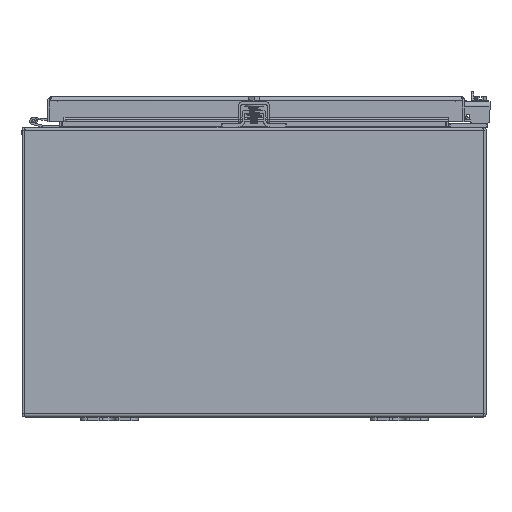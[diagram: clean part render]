
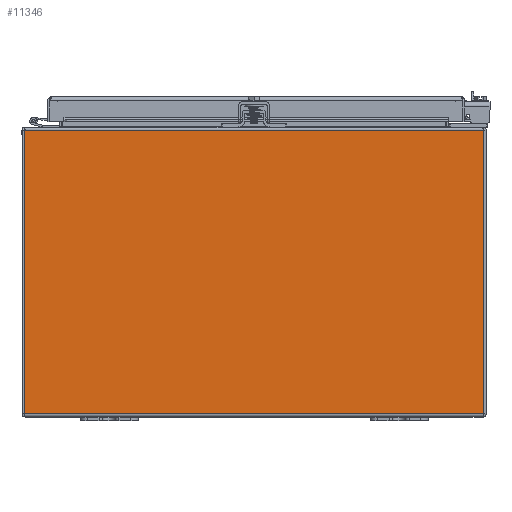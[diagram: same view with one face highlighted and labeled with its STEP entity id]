
A CAD part, front view. The second image highlights one B-rep face of the part: STEP entity #11346.
In plain terms, the highlighted planar face has unit normal (0, -1, 0).
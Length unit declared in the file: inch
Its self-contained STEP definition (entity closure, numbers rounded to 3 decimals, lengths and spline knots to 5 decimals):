
#1094=PLANE('',#12064);
#1542=LINE('',#16655,#2579);
#1543=LINE('',#16673,#2580);
#1544=LINE('',#16674,#2581);
#1545=LINE('',#16675,#2582);
#2579=VECTOR('',#13295,15.85059);
#2580=VECTOR('',#13298,15.85059);
#2581=VECTOR('',#13299,9.7895);
#2582=VECTOR('',#13300,9.7895);
#3600=FACE_OUTER_BOUND('',#4264,.T.);
#4264=EDGE_LOOP('',(#8258,#8259,#8260,#8261));
#5399=VERTEX_POINT('',#16653);
#5400=VERTEX_POINT('',#16654);
#5401=VERTEX_POINT('',#16671);
#5402=VERTEX_POINT('',#16672);
#6506=EDGE_CURVE('',#5399,#5400,#1542,.T.);
#6509=EDGE_CURVE('',#5401,#5402,#1543,.T.);
#6510=EDGE_CURVE('',#5399,#5402,#1544,.T.);
#6511=EDGE_CURVE('',#5401,#5400,#1545,.T.);
#8258=ORIENTED_EDGE('',*,*,#6509,.T.);
#8259=ORIENTED_EDGE('',*,*,#6510,.F.);
#8260=ORIENTED_EDGE('',*,*,#6506,.T.);
#8261=ORIENTED_EDGE('',*,*,#6511,.F.);
#11346=ADVANCED_FACE('',(#3600),#1094,.F.);
#12064=AXIS2_PLACEMENT_3D('',#16670,#13296,#13297);
#13295=DIRECTION('',(-1.,0.,0.));
#13296=DIRECTION('center_axis',(0.,1.,0.));
#13297=DIRECTION('ref_axis',(1.,0.,0.));
#13298=DIRECTION('',(1.,0.,0.));
#13299=DIRECTION('',(0.,0.,-1.));
#13300=DIRECTION('',(0.,0.,1.));
#16653=CARTESIAN_POINT('',(7.92529,-10.,9.89475));
#16654=CARTESIAN_POINT('',(-7.92529,-10.,9.89475));
#16655=CARTESIAN_POINT('',(3.96265,-10.,9.89475));
#16670=CARTESIAN_POINT('Origin',(0.,-10.,5.02398));
#16671=CARTESIAN_POINT('',(-7.92529,-10.,0.10525));
#16672=CARTESIAN_POINT('',(7.92529,-10.,0.10525));
#16673=CARTESIAN_POINT('',(0.,-10.,0.10525));
#16674=CARTESIAN_POINT('',(7.92529,-10.,0.10525));
#16675=CARTESIAN_POINT('',(-7.92529,-10.,0.10525));
